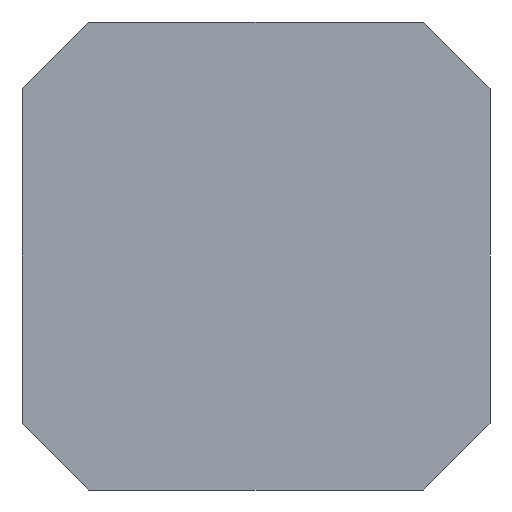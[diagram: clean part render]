
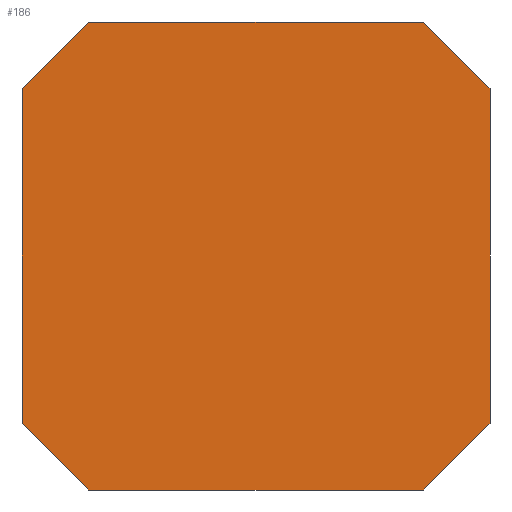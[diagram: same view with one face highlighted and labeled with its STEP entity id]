
A CAD part, front view. The second image highlights one B-rep face of the part: STEP entity #186.
In plain terms, the highlighted planar face has unit normal (0, -1, 0).
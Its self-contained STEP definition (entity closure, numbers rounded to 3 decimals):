
#2 = CARTESIAN_POINT ( 'NONE',  ( 660.181, 0., 490.659 ) ) ;
#9 = AXIS2_PLACEMENT_3D ( 'NONE', #417, #145, #306 ) ;
#17 = VECTOR ( 'NONE', #126, 1000. ) ;
#23 = VECTOR ( 'NONE', #387, 1000. ) ;
#37 = LINE ( 'NONE', #491, #381 ) ;
#42 = ORIENTED_EDGE ( 'NONE', *, *, #298, .T. ) ;
#48 = CARTESIAN_POINT ( 'NONE',  ( 1010.181, 0., 490.659 ) ) ;
#71 = CARTESIAN_POINT ( 'NONE',  ( 1010.181, 0., 240.659 ) ) ;
#74 = CARTESIAN_POINT ( 'NONE',  ( 1010.181, 0., 540.659 ) ) ;
#78 = DIRECTION ( 'NONE',  ( 0., 0., 1. ) ) ;
#83 = DIRECTION ( 'NONE',  ( -1., 0., 0. ) ) ;
#84 = ORIENTED_EDGE ( 'NONE', *, *, #479, .F. ) ;
#97 = CARTESIAN_POINT ( 'NONE',  ( 960.181, 0., 540.659 ) ) ;
#116 = CARTESIAN_POINT ( 'NONE',  ( 960.181, 0., 190.659 ) ) ;
#126 = DIRECTION ( 'NONE',  ( -0.707, 0., 0.707 ) ) ;
#145 = DIRECTION ( 'NONE',  ( 0., -1., 0. ) ) ;
#147 = ORIENTED_EDGE ( 'NONE', *, *, #563, .T. ) ;
#149 = CARTESIAN_POINT ( 'NONE',  ( 660.181, 0., 240.659 ) ) ;
#156 = EDGE_CURVE ( 'NONE', #534, #338, #209, .T. ) ;
#163 = LINE ( 'NONE', #539, #17 ) ;
#176 = VERTEX_POINT ( 'NONE', #463 ) ;
#186 = ADVANCED_FACE ( 'NONE', ( #232 ), #414, .T. ) ;
#201 = EDGE_CURVE ( 'NONE', #346, #350, #352, .T. ) ;
#209 = LINE ( 'NONE', #74, #445 ) ;
#210 = ORIENTED_EDGE ( 'NONE', *, *, #501, .T. ) ;
#216 = VERTEX_POINT ( 'NONE', #48 ) ;
#220 = CARTESIAN_POINT ( 'NONE',  ( 1010.181, 0., 240.659 ) ) ;
#223 = ORIENTED_EDGE ( 'NONE', *, *, #437, .F. ) ;
#232 = FACE_OUTER_BOUND ( 'NONE', #485, .T. ) ;
#253 = LINE ( 'NONE', #71, #571 ) ;
#255 = DIRECTION ( 'NONE',  ( 0.707, 0., 0.707 ) ) ;
#257 = CARTESIAN_POINT ( 'NONE',  ( 710.181, 0., 190.659 ) ) ;
#262 = EDGE_CURVE ( 'NONE', #404, #575, #253, .T. ) ;
#287 = CARTESIAN_POINT ( 'NONE',  ( 660.181, 0., 490.659 ) ) ;
#298 = EDGE_CURVE ( 'NONE', #346, #176, #433, .T. ) ;
#306 = DIRECTION ( 'NONE',  ( 0., 0., -1. ) ) ;
#308 = LINE ( 'NONE', #257, #432 ) ;
#331 = LINE ( 'NONE', #287, #371 ) ;
#338 = VERTEX_POINT ( 'NONE', #97 ) ;
#341 = VECTOR ( 'NONE', #78, 1000. ) ;
#346 = VERTEX_POINT ( 'NONE', #149 ) ;
#350 = VERTEX_POINT ( 'NONE', #472 ) ;
#352 = LINE ( 'NONE', #2, #341 ) ;
#361 = DIRECTION ( 'NONE',  ( 0., 0., -1. ) ) ;
#371 = VECTOR ( 'NONE', #506, 1000. ) ;
#381 = VECTOR ( 'NONE', #361, 1000. ) ;
#382 = CARTESIAN_POINT ( 'NONE',  ( 710.181, 0., 190.659 ) ) ;
#387 = DIRECTION ( 'NONE',  ( 0.707, 0., -0.707 ) ) ;
#404 = VERTEX_POINT ( 'NONE', #116 ) ;
#414 = PLANE ( 'NONE',  #9 ) ;
#417 = CARTESIAN_POINT ( 'NONE',  ( 0., 0., 0. ) ) ;
#432 = VECTOR ( 'NONE', #83, 1000. ) ;
#433 = LINE ( 'NONE', #382, #23 ) ;
#437 = EDGE_CURVE ( 'NONE', #404, #176, #308, .T. ) ;
#445 = VECTOR ( 'NONE', #504, 1000. ) ;
#448 = ORIENTED_EDGE ( 'NONE', *, *, #156, .F. ) ;
#463 = CARTESIAN_POINT ( 'NONE',  ( 710.181, 0., 190.659 ) ) ;
#472 = CARTESIAN_POINT ( 'NONE',  ( 660.181, 0., 490.659 ) ) ;
#479 = EDGE_CURVE ( 'NONE', #216, #575, #37, .T. ) ;
#485 = EDGE_LOOP ( 'NONE', ( #540, #84, #210, #448, #147, #527, #42, #223 ) ) ;
#491 = CARTESIAN_POINT ( 'NONE',  ( 1010.181, 0., 190.659 ) ) ;
#501 = EDGE_CURVE ( 'NONE', #216, #338, #163, .T. ) ;
#504 = DIRECTION ( 'NONE',  ( 1., 0., 0. ) ) ;
#506 = DIRECTION ( 'NONE',  ( -0.707, 0., -0.707 ) ) ;
#527 = ORIENTED_EDGE ( 'NONE', *, *, #201, .F. ) ;
#534 = VERTEX_POINT ( 'NONE', #558 ) ;
#539 = CARTESIAN_POINT ( 'NONE',  ( 1010.181, 0., 490.659 ) ) ;
#540 = ORIENTED_EDGE ( 'NONE', *, *, #262, .T. ) ;
#558 = CARTESIAN_POINT ( 'NONE',  ( 710.181, 0., 540.659 ) ) ;
#563 = EDGE_CURVE ( 'NONE', #534, #350, #331, .T. ) ;
#571 = VECTOR ( 'NONE', #255, 1000. ) ;
#575 = VERTEX_POINT ( 'NONE', #220 ) ;
